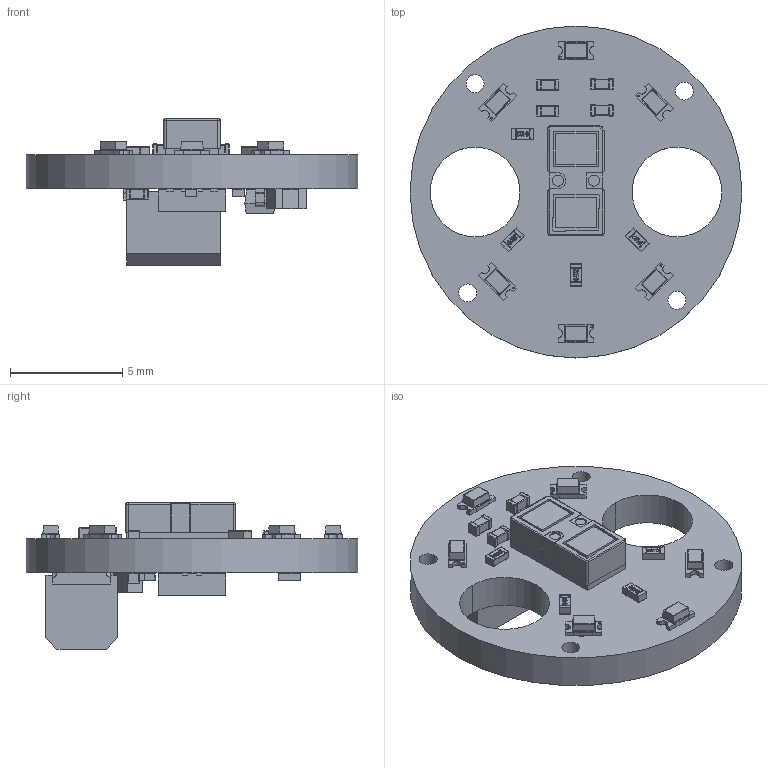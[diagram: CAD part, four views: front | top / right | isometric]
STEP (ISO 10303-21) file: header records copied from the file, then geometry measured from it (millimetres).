
FILE_DESCRIPTION(('Open CASCADE Model'),'2;1');
FILE_NAME('Open CASCADE Shape Model','2022-11-13T13:51:56',('Author'),( 'Open CASCADE'),'Open CASCADE STEP processor 7.5','Open CASCADE 7.5' ,'Unknown');
FILE_SCHEMA(('AUTOMOTIVE_DESIGN { 1 0 10303 214 1 1 1 1 }'));
Length unit declared in the file: millimetre
Products named in the file (39): PCB; Board; Open CASCADE STEP translator 7.5 1.1.1; U2; 1; C5; CAPC0603; U1; TPS61042DRBT; D4; User Library-LED_0603_WS; Pocket002; Pad004; Fillet; Pocket001; Pad; C4; User Library-C0402-1; C3; R7; User Library-R_0402; R6; R5; R4; R3; R2; R1; L1; NLC453232T-4R7K-PF; D9; D8; D7; D3; D2; D1; User Library-SOD323-1; C6; C2; C1
Assembly tree (53 placements, depth 4):
  PCB
    Board
      Open CASCADE STEP translator 7.5 1.1.1
    U2
      1
    C5
      CAPC0603
    U1
      TPS61042DRBT
    D4
      User Library-LED_0603_WS
        Pocket002
        Pad004
        Fillet
        Pocket001
        Pad
    C4
      User Library-C0402-1
    C3
      User Library-C0402-1
    R7
      User Library-R_0402
    R6
      User Library-R_0402
    R5
      User Library-R_0402
    R4
      User Library-R_0402
    R3
      User Library-R_0402
    R2
      User Library-R_0402
    R1
      User Library-R_0402
    L1
      NLC453232T-4R7K-PF
    D9
      User Library-LED_0603_WS
        Pocket002
        Pad004
        Fillet
        Pocket001
        Pad
    D8
      User Library-LED_0603_WS
        Pocket002
        Pad004
        Fillet
        Pocket001
        Pad
    D7
      User Library-LED_0603_WS
        Pocket002
        Pad004
        Fillet
        Pocket001
        Pad
    D3
      User Library-LED_0603_WS
        Pocket002
Bounding box: 14.8 x 14.8 x 6.52 mm (x, y, z)
Volume: 299.6 mm3; surface area: 739.1 mm2
Topology: 90 solids, 96 shells, 1765 faces, 4161 edges, 2612 vertices
Faces by surface type: plane 1146, bspline 265, cylinder 260, sphere 94
Full cylindrical faces by diameter (mm): 0.8 x4, 14.8 x1
Entity records: 23395 total; most frequent: CARTESIAN_POINT 5370, ORIENTED_EDGE 3158, DIRECTION 3083, EDGE_CURVE 1580, LINE 1273, VECTOR 1273, VERTEX_POINT 1022, AXIS2_PLACEMENT_3D 905
